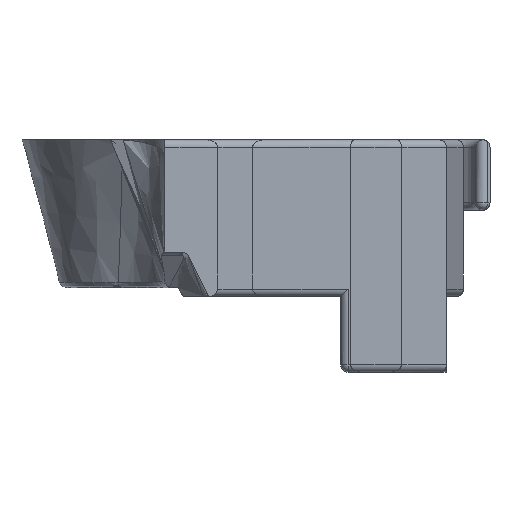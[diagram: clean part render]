
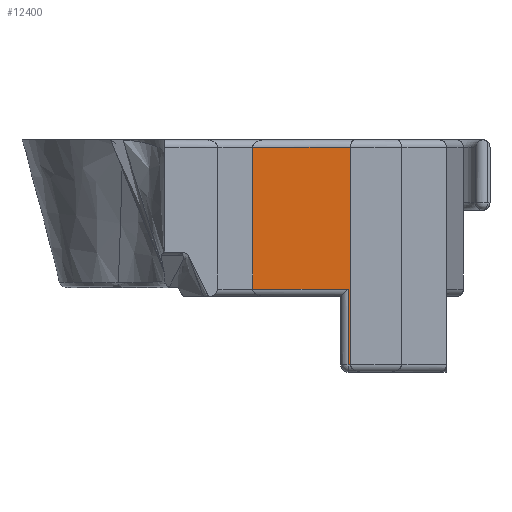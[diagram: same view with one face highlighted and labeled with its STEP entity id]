
A CAD part, front view. The second image highlights one B-rep face of the part: STEP entity #12400.
In plain terms, the highlighted planar face has unit normal (0, -1, 0).
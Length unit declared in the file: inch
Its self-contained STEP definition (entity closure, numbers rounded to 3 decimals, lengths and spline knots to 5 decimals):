
#25 = DIRECTION ( 'NONE',  ( 0., 1., 0. ) ) ;
#527 = ORIENTED_EDGE ( 'NONE', *, *, #9568, .T. ) ;
#851 = EDGE_CURVE ( 'NONE', #15485, #11609, #14242, .T. ) ;
#1620 = DIRECTION ( 'NONE',  ( 1., 0., 0. ) ) ;
#2107 = CARTESIAN_POINT ( 'NONE',  ( 2.761, 4.00002, -1.095 ) ) ;
#2841 = CARTESIAN_POINT ( 'NONE',  ( 1.25, 4.00002, -1.2 ) ) ;
#2911 = VECTOR ( 'NONE', #6678, 39.37008 ) ;
#3137 = DIRECTION ( 'NONE',  ( 1., 0., 0. ) ) ;
#4087 = LINE ( 'NONE', #2841, #14694 ) ;
#4124 = EDGE_CURVE ( 'NONE', #16047, #15485, #15996, .T. ) ;
#4382 = DIRECTION ( 'NONE',  ( 0., 0., -1. ) ) ;
#4489 = CARTESIAN_POINT ( 'NONE',  ( 2.605, 4.00002, -1.095 ) ) ;
#5035 = CARTESIAN_POINT ( 'NONE',  ( 2.761, 4.00002, 1.995 ) ) ;
#6138 = CARTESIAN_POINT ( 'NONE',  ( 2.761, 4.00002, -3.8 ) ) ;
#6678 = DIRECTION ( 'NONE',  ( -1., 0., 0. ) ) ;
#6757 = EDGE_CURVE ( 'NONE', #9171, #9486, #10468, .T. ) ;
#6925 = LINE ( 'NONE', #15480, #14945 ) ;
#7201 = ORIENTED_EDGE ( 'NONE', *, *, #7343, .T. ) ;
#7208 = VECTOR ( 'NONE', #4382, 39.37008 ) ;
#7324 = FACE_OUTER_BOUND ( 'NONE', #14539, .T. ) ;
#7343 = EDGE_CURVE ( 'NONE', #10604, #16047, #6925, .T. ) ;
#7583 = EDGE_CURVE ( 'NONE', #9171, #11609, #4087, .T. ) ;
#8285 = VECTOR ( 'NONE', #8371, 39.37008 ) ;
#8371 = DIRECTION ( 'NONE',  ( 0., 0., 1. ) ) ;
#8391 = VECTOR ( 'NONE', #3137, 39.37008 ) ;
#8981 = CARTESIAN_POINT ( 'NONE',  ( 1.25, 4.00002, 1.995 ) ) ;
#9171 = VERTEX_POINT ( 'NONE', #12620 ) ;
#9486 = VERTEX_POINT ( 'NONE', #10731 ) ;
#9568 = EDGE_CURVE ( 'NONE', #9486, #10604, #10393, .T. ) ;
#10393 = LINE ( 'NONE', #11874, #7208 ) ;
#10468 = LINE ( 'NONE', #10639, #8391 ) ;
#10604 = VERTEX_POINT ( 'NONE', #4489 ) ;
#10639 = CARTESIAN_POINT ( 'NONE',  ( 2.5, 4.00002, -0.02 ) ) ;
#10731 = CARTESIAN_POINT ( 'NONE',  ( 2.605, 4.00002, -0.02 ) ) ;
#11267 = AXIS2_PLACEMENT_3D ( 'NONE', #13819, #25, #13736 ) ;
#11609 = VERTEX_POINT ( 'NONE', #12030 ) ;
#11874 = CARTESIAN_POINT ( 'NONE',  ( 2.605, 4.00002, -1.2 ) ) ;
#12030 = CARTESIAN_POINT ( 'NONE',  ( 1.25, 4.00002, 1.995 ) ) ;
#12190 = ORIENTED_EDGE ( 'NONE', *, *, #851, .T. ) ;
#12400 = ADVANCED_FACE ( 'NONE', ( #7324 ), #12411, .F. ) ;
#12411 = PLANE ( 'NONE',  #11267 ) ;
#12620 = CARTESIAN_POINT ( 'NONE',  ( 1.25, 4.00002, -0.02 ) ) ;
#12680 = ORIENTED_EDGE ( 'NONE', *, *, #7583, .F. ) ;
#12899 = DIRECTION ( 'NONE',  ( 0., 0., 1. ) ) ;
#12906 = ORIENTED_EDGE ( 'NONE', *, *, #4124, .T. ) ;
#13255 = ORIENTED_EDGE ( 'NONE', *, *, #6757, .T. ) ;
#13736 = DIRECTION ( 'NONE',  ( -1., 0., 0. ) ) ;
#13819 = CARTESIAN_POINT ( 'NONE',  ( 2.75, 4.00002, -1.2 ) ) ;
#14242 = LINE ( 'NONE', #8981, #2911 ) ;
#14539 = EDGE_LOOP ( 'NONE', ( #13255, #527, #7201, #12906, #12190, #12680 ) ) ;
#14694 = VECTOR ( 'NONE', #12899, 39.37008 ) ;
#14945 = VECTOR ( 'NONE', #1620, 39.37008 ) ;
#15480 = CARTESIAN_POINT ( 'NONE',  ( 2.761, 4.00002, -1.095 ) ) ;
#15485 = VERTEX_POINT ( 'NONE', #5035 ) ;
#15996 = LINE ( 'NONE', #6138, #8285 ) ;
#16047 = VERTEX_POINT ( 'NONE', #2107 ) ;
